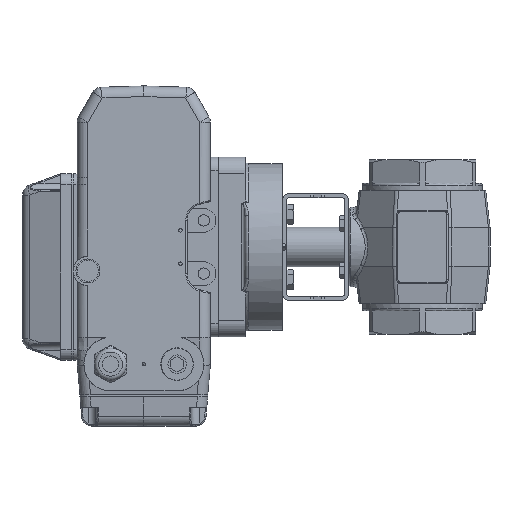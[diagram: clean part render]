
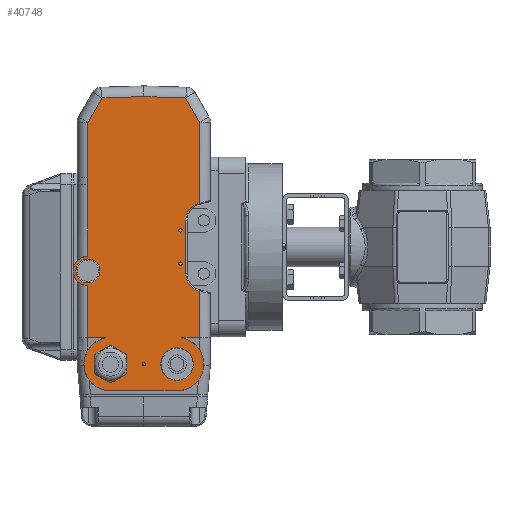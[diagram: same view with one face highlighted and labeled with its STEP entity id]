
A CAD part, left-side view. The second image highlights one B-rep face of the part: STEP entity #40748.
In plain terms, the highlighted face is planar.
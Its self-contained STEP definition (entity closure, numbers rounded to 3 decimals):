
#1555=LINE('',#61532,#4644);
#1557=LINE('',#61544,#4646);
#1559=LINE('',#61556,#4648);
#1565=LINE('',#61647,#4654);
#1571=LINE('',#61702,#4660);
#1572=LINE('',#61710,#4661);
#1574=LINE('',#61824,#4663);
#1577=LINE('',#61831,#4666);
#1578=LINE('',#61909,#4667);
#1580=LINE('',#61912,#4669);
#1583=LINE('',#61923,#4672);
#1584=LINE('',#62000,#4673);
#1913=LINE('',#64477,#5002);
#1974=LINE('',#64613,#5063);
#1975=LINE('',#64623,#5064);
#4644=VECTOR('',#48912,1000.);
#4646=VECTOR('',#48926,1000.);
#4648=VECTOR('',#48940,1000.);
#4654=VECTOR('',#48964,1000.);
#4660=VECTOR('',#48990,1000.);
#4661=VECTOR('',#48993,1000.);
#4663=VECTOR('',#48999,1000.);
#4666=VECTOR('',#49006,1000.);
#4667=VECTOR('',#49019,1000.);
#4669=VECTOR('',#49023,1000.);
#4672=VECTOR('',#49036,1000.);
#4673=VECTOR('',#49041,1000.);
#5002=VECTOR('',#50658,1000.);
#5063=VECTOR('',#50851,1000.);
#5064=VECTOR('',#50864,1000.);
#7282=B_SPLINE_CURVE_WITH_KNOTS('',3,(#61987,#61988,#61989,#61990,#61991,
#61992,#61993,#61994),.UNSPECIFIED.,.F.,.F.,(4,2,2,4),(0.,0.003,
0.004,0.005),.UNSPECIFIED.);
#8125=PLANE('',#43994);
#12953=ORIENTED_EDGE('',*,*,#22469,.F.);
#12954=ORIENTED_EDGE('',*,*,#22470,.F.);
#12955=ORIENTED_EDGE('',*,*,#22471,.F.);
#12956=ORIENTED_EDGE('',*,*,#21579,.T.);
#12957=ORIENTED_EDGE('',*,*,#21576,.T.);
#12958=ORIENTED_EDGE('',*,*,#21639,.T.);
#12959=ORIENTED_EDGE('',*,*,#21631,.T.);
#12960=ORIENTED_EDGE('',*,*,#21621,.T.);
#12961=ORIENTED_EDGE('',*,*,#21627,.T.);
#12962=ORIENTED_EDGE('',*,*,#21637,.T.);
#12963=ORIENTED_EDGE('',*,*,#21645,.T.);
#12964=ORIENTED_EDGE('',*,*,#21647,.T.);
#12965=ORIENTED_EDGE('',*,*,#21649,.T.);
#12966=ORIENTED_EDGE('',*,*,#21565,.T.);
#12967=ORIENTED_EDGE('',*,*,#22472,.T.);
#12968=ORIENTED_EDGE('',*,*,#21652,.T.);
#12969=ORIENTED_EDGE('',*,*,#22402,.T.);
#12970=ORIENTED_EDGE('',*,*,#21604,.T.);
#12971=ORIENTED_EDGE('',*,*,#21603,.T.);
#12972=ORIENTED_EDGE('',*,*,#21600,.T.);
#12973=ORIENTED_EDGE('',*,*,#22468,.T.);
#12974=ORIENTED_EDGE('',*,*,#21619,.T.);
#12975=ORIENTED_EDGE('',*,*,#21588,.T.);
#12976=ORIENTED_EDGE('',*,*,#21585,.T.);
#12977=ORIENTED_EDGE('',*,*,#21582,.T.);
#12978=ORIENTED_EDGE('',*,*,#22473,.F.);
#12979=ORIENTED_EDGE('',*,*,#22474,.F.);
#12980=ORIENTED_EDGE('',*,*,#22475,.F.);
#21565=EDGE_CURVE('',#26968,#26967,#30290,.T.);
#21576=EDGE_CURVE('',#26975,#26973,#1555,.T.);
#21579=EDGE_CURVE('',#26977,#26975,#30297,.T.);
#21582=EDGE_CURVE('',#26979,#26977,#1557,.T.);
#21585=EDGE_CURVE('',#26981,#26979,#30301,.T.);
#21588=EDGE_CURVE('',#26983,#26981,#1559,.T.);
#21600=EDGE_CURVE('',#26990,#26994,#30305,.T.);
#21603=EDGE_CURVE('',#26996,#26990,#1565,.T.);
#21604=EDGE_CURVE('',#26997,#26996,#30306,.T.);
#21619=EDGE_CURVE('',#27007,#26983,#1571,.T.);
#21621=EDGE_CURVE('',#27010,#27009,#1572,.T.);
#21627=EDGE_CURVE('',#27009,#27014,#1574,.T.);
#21631=EDGE_CURVE('',#27015,#27010,#1577,.T.);
#21637=EDGE_CURVE('',#27014,#27020,#1578,.T.);
#21639=EDGE_CURVE('',#26973,#27015,#1580,.T.);
#21645=EDGE_CURVE('',#27020,#27023,#1583,.T.);
#21647=EDGE_CURVE('',#27023,#27025,#7282,.T.);
#21649=EDGE_CURVE('',#27025,#26968,#1584,.T.);
#21652=EDGE_CURVE('',#27028,#27026,#30318,.T.);
#22402=EDGE_CURVE('',#27026,#26997,#1913,.T.);
#22468=EDGE_CURVE('',#26994,#27007,#1974,.T.);
#22469=EDGE_CURVE('',#27501,#27501,#30693,.T.);
#22470=EDGE_CURVE('',#27502,#27502,#30694,.T.);
#22471=EDGE_CURVE('',#27503,#27503,#30695,.T.);
#22472=EDGE_CURVE('',#26967,#27028,#1975,.T.);
#22473=EDGE_CURVE('',#27504,#27504,#30696,.T.);
#22474=EDGE_CURVE('',#27505,#27505,#30697,.T.);
#22475=EDGE_CURVE('',#27506,#27506,#30698,.T.);
#26967=VERTEX_POINT('',#61446);
#26968=VERTEX_POINT('',#61448);
#26973=VERTEX_POINT('',#61502);
#26975=VERTEX_POINT('',#61529);
#26977=VERTEX_POINT('',#61535);
#26979=VERTEX_POINT('',#61541);
#26981=VERTEX_POINT('',#61547);
#26983=VERTEX_POINT('',#61553);
#26990=VERTEX_POINT('',#61622);
#26994=VERTEX_POINT('',#61640);
#26996=VERTEX_POINT('',#61645);
#26997=VERTEX_POINT('',#61650);
#27007=VERTEX_POINT('',#61698);
#27009=VERTEX_POINT('',#61709);
#27010=VERTEX_POINT('',#61711);
#27014=VERTEX_POINT('',#61823);
#27015=VERTEX_POINT('',#61828);
#27020=VERTEX_POINT('',#61908);
#27023=VERTEX_POINT('',#61922);
#27025=VERTEX_POINT('',#61986);
#27026=VERTEX_POINT('',#62046);
#27028=VERTEX_POINT('',#62049);
#27501=VERTEX_POINT('',#64618);
#27502=VERTEX_POINT('',#64620);
#27503=VERTEX_POINT('',#64622);
#27504=VERTEX_POINT('',#64625);
#27505=VERTEX_POINT('',#64627);
#27506=VERTEX_POINT('',#64629);
#30290=CIRCLE('',#43224,11.);
#30297=CIRCLE('',#43235,13.5);
#30301=CIRCLE('',#43241,13.5);
#30305=CIRCLE('',#43251,20.);
#30306=CIRCLE('',#43254,20.);
#30318=CIRCLE('',#43282,1.114);
#30693=CIRCLE('',#43995,1.25);
#30694=CIRCLE('',#43996,1.25);
#30695=CIRCLE('',#43997,9.5);
#30696=CIRCLE('',#43998,9.5);
#30697=CIRCLE('',#43999,1.25);
#30698=CIRCLE('',#44000,9.);
#32803=EDGE_LOOP('',(#12953));
#32804=EDGE_LOOP('',(#12954));
#32805=EDGE_LOOP('',(#12955));
#32806=EDGE_LOOP('',(#12956,#12957,#12958,#12959,#12960,#12961,#12962,#12963,
#12964,#12965,#12966,#12967,#12968,#12969,#12970,#12971,#12972,#12973,#12974,
#12975,#12976,#12977));
#32807=EDGE_LOOP('',(#12978));
#32808=EDGE_LOOP('',(#12979));
#32809=EDGE_LOOP('',(#12980));
#35561=FACE_BOUND('',#32803,.T.);
#35562=FACE_BOUND('',#32804,.T.);
#35563=FACE_BOUND('',#32805,.T.);
#35564=FACE_BOUND('',#32806,.T.);
#35565=FACE_BOUND('',#32807,.T.);
#35566=FACE_BOUND('',#32808,.T.);
#35567=FACE_BOUND('',#32809,.T.);
#40748=ADVANCED_FACE('',(#35561,#35562,#35563,#35564,#35565,#35566,#35567),
#8125,.F.);
#43224=AXIS2_PLACEMENT_3D('',#61447,#48893,#48894);
#43235=AXIS2_PLACEMENT_3D('',#61538,#48919,#48920);
#43241=AXIS2_PLACEMENT_3D('',#61550,#48933,#48934);
#43251=AXIS2_PLACEMENT_3D('',#61641,#48958,#48959);
#43254=AXIS2_PLACEMENT_3D('',#61649,#48967,#48968);
#43282=AXIS2_PLACEMENT_3D('',#62048,#49043,#49044);
#43994=AXIS2_PLACEMENT_3D('',#64616,#50856,#50857);
#43995=AXIS2_PLACEMENT_3D('',#64617,#50858,#50859);
#43996=AXIS2_PLACEMENT_3D('',#64619,#50860,#50861);
#43997=AXIS2_PLACEMENT_3D('',#64621,#50862,#50863);
#43998=AXIS2_PLACEMENT_3D('',#64624,#50865,#50866);
#43999=AXIS2_PLACEMENT_3D('',#64626,#50867,#50868);
#44000=AXIS2_PLACEMENT_3D('',#64628,#50869,#50870);
#48893=DIRECTION('',(0.,0.,-1.));
#48894=DIRECTION('',(-1.,0.,0.));
#48912=DIRECTION('',(-0.259,-0.966,0.));
#48919=DIRECTION('',(0.,0.,1.));
#48920=DIRECTION('',(1.,0.,0.));
#48926=DIRECTION('',(-1.,0.,0.));
#48933=DIRECTION('',(0.,0.,1.));
#48934=DIRECTION('',(1.,0.,0.));
#48940=DIRECTION('',(-0.259,0.966,0.));
#48958=DIRECTION('',(0.,0.,-1.));
#48959=DIRECTION('',(-1.,0.,0.));
#48964=DIRECTION('',(0.,-1.,0.));
#48967=DIRECTION('',(0.,0.,-1.));
#48968=DIRECTION('',(-1.,0.,0.));
#48990=DIRECTION('',(-1.,0.,0.));
#48993=DIRECTION('',(-0.035,0.999,0.));
#48999=DIRECTION('',(0.035,0.999,0.));
#49006=DIRECTION('',(-0.866,0.5,0.));
#49019=DIRECTION('',(0.866,0.5,0.));
#49023=DIRECTION('',(-1.,0.,0.));
#49036=DIRECTION('',(1.,0.,0.));
#49041=DIRECTION('',(1.,0.,0.));
#49043=DIRECTION('',(0.,0.,-1.));
#49044=DIRECTION('',(1.,0.018,0.));
#50658=DIRECTION('',(0.,-1.,0.));
#50851=DIRECTION('',(0.,-1.,0.));
#50856=DIRECTION('',(0.,0.,1.));
#50857=DIRECTION('',(1.,0.,0.));
#50858=DIRECTION('',(0.,0.,-1.));
#50859=DIRECTION('',(-1.,0.,0.));
#50860=DIRECTION('',(0.,0.,-1.));
#50861=DIRECTION('',(-1.,0.,0.));
#50862=DIRECTION('',(0.,0.,-1.));
#50863=DIRECTION('',(-1.,0.,0.));
#50864=DIRECTION('',(1.,0.,0.));
#50865=DIRECTION('',(0.,0.,-1.));
#50866=DIRECTION('',(-1.,0.,0.));
#50867=DIRECTION('',(0.,0.,-1.));
#50868=DIRECTION('',(-1.,0.,0.));
#50869=DIRECTION('',(0.,0.,-1.));
#50870=DIRECTION('',(-1.,0.,0.));
#61446=CARTESIAN_POINT('',(28.997,42.254,-63.));
#61447=CARTESIAN_POINT('',(18.,42.,-63.));
#61448=CARTESIAN_POINT('',(7.003,42.254,-63.));
#61502=CARTESIAN_POINT('',(-33.172,-42.,-63.));
#61529=CARTESIAN_POINT('',(-33.04,-41.506,-63.));
#61532=CARTESIAN_POINT('',(-20.45,5.48,-63.));
#61535=CARTESIAN_POINT('',(-20.,-31.5,-63.));
#61538=CARTESIAN_POINT('',(-20.,-45.,-63.));
#61541=CARTESIAN_POINT('',(20.,-31.5,-63.));
#61544=CARTESIAN_POINT('',(0.,-31.5,-63.));
#61547=CARTESIAN_POINT('',(33.04,-41.506,-63.));
#61550=CARTESIAN_POINT('',(20.,-45.,-63.));
#61553=CARTESIAN_POINT('',(33.172,-42.,-63.));
#61556=CARTESIAN_POINT('',(20.45,5.48,-63.));
#61622=CARTESIAN_POINT('',(108.,-25.,-63.));
#61640=CARTESIAN_POINT('',(68.308,-28.495,-63.));
#61641=CARTESIAN_POINT('',(88.,-25.,-63.));
#61645=CARTESIAN_POINT('',(108.,25.,-63.));
#61647=CARTESIAN_POINT('',(108.,25.,-63.));
#61649=CARTESIAN_POINT('',(88.,25.,-63.));
#61650=CARTESIAN_POINT('',(68.308,28.495,-63.));
#61698=CARTESIAN_POINT('',(68.308,-42.,-63.));
#61702=CARTESIAN_POINT('',(0.,-42.,-63.));
#61709=CARTESIAN_POINT('',(-112.995,0.,-63.));
#61710=CARTESIAN_POINT('',(-112.857,-3.941,-63.));
#61711=CARTESIAN_POINT('',(-111.896,-31.481,-63.));
#61823=CARTESIAN_POINT('',(-111.896,31.481,-63.));
#61824=CARTESIAN_POINT('',(-112.857,3.941,-63.));
#61828=CARTESIAN_POINT('',(-93.676,-42.,-63.));
#61831=CARTESIAN_POINT('',(-41.606,-72.063,-63.));
#61908=CARTESIAN_POINT('',(-93.676,42.,-63.));
#61909=CARTESIAN_POINT('',(-41.606,72.063,-63.));
#61912=CARTESIAN_POINT('',(0.,-42.,-63.));
#61922=CARTESIAN_POINT('',(-52.292,42.,-63.));
#61923=CARTESIAN_POINT('',(0.,42.,-63.));
#61986=CARTESIAN_POINT('',(-47.,42.254,-63.));
#61987=CARTESIAN_POINT('',(-52.292,42.,-63.));
#61988=CARTESIAN_POINT('',(-51.408,42.,-63.));
#61989=CARTESIAN_POINT('',(-50.527,42.066,-63.));
#61990=CARTESIAN_POINT('',(-49.206,42.164,-63.));
#61991=CARTESIAN_POINT('',(-48.765,42.196,-63.));
#61992=CARTESIAN_POINT('',(-47.883,42.241,-63.));
#61993=CARTESIAN_POINT('',(-47.442,42.254,-63.));
#61994=CARTESIAN_POINT('',(-47.,42.254,-63.));
#62000=CARTESIAN_POINT('',(0.,42.254,-63.));
#62046=CARTESIAN_POINT('',(68.308,42.234,-63.));
#62048=CARTESIAN_POINT('',(67.194,42.234,-63.));
#62049=CARTESIAN_POINT('',(68.308,42.254,-63.));
#64477=CARTESIAN_POINT('',(68.308,0.,-63.));
#64613=CARTESIAN_POINT('',(68.308,0.,-63.));
#64616=CARTESIAN_POINT('',(0.,0.,-63.));
#64617=CARTESIAN_POINT('',(12.5,-27.5,-63.));
#64618=CARTESIAN_POINT('',(11.25,-27.5,-63.));
#64619=CARTESIAN_POINT('',(-12.5,-27.5,-63.));
#64620=CARTESIAN_POINT('',(-13.75,-27.5,-63.));
#64621=CARTESIAN_POINT('',(88.,-25.,-63.));
#64622=CARTESIAN_POINT('',(78.5,-25.,-63.));
#64623=CARTESIAN_POINT('',(0.,42.254,-63.));
#64624=CARTESIAN_POINT('',(88.,25.,-63.));
#64625=CARTESIAN_POINT('',(78.5,25.,-63.));
#64626=CARTESIAN_POINT('',(88.,0.,-63.));
#64627=CARTESIAN_POINT('',(86.75,0.,-63.));
#64628=CARTESIAN_POINT('',(18.,42.,-63.));
#64629=CARTESIAN_POINT('',(9.,42.,-63.));
